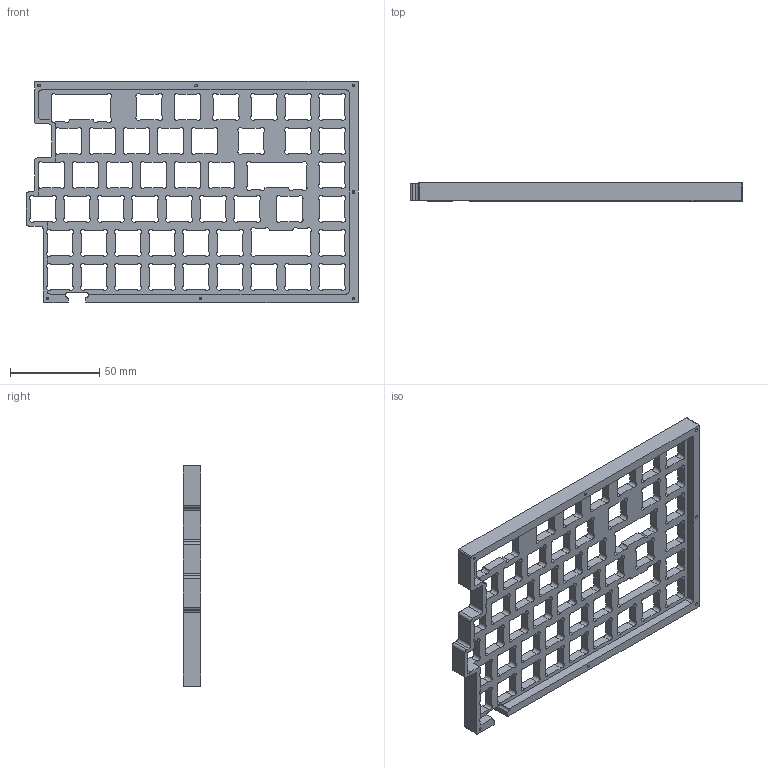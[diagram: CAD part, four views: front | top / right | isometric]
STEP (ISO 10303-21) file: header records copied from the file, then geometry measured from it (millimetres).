
FILE_DESCRIPTION (( 'STEP AP214' ), '1' );
FILE_NAME ('EnclosedPlate-Right.STEP', '2022-06-09T05:21:31', ( '' ), ( '' ), 'SwSTEP 2.0', 'SolidWorks 2022', '' );
FILE_SCHEMA (( 'AUTOMOTIVE_DESIGN' ));
Length unit declared in the file: millimetre
Products named in the file (1): EnclosedPlate-Right
Bounding box: 185.97 x 10 x 124.3 mm (x, y, z)
Volume: 69005.8 mm3; surface area: 46883.4 mm2
Topology: 1 solids, 1 shells, 590 faces, 1768 edges, 1167 vertices
Faces by surface type: cylinder 343, plane 233, cone 14
Entity records: 20423 total; most frequent: DIRECTION 3633, CARTESIAN_POINT 3512, ORIENTED_EDGE 3508, EDGE_CURVE 1754, AXIS2_PLACEMENT_3D 1288, VERTEX_POINT 1167, LINE 1057, VECTOR 1057
